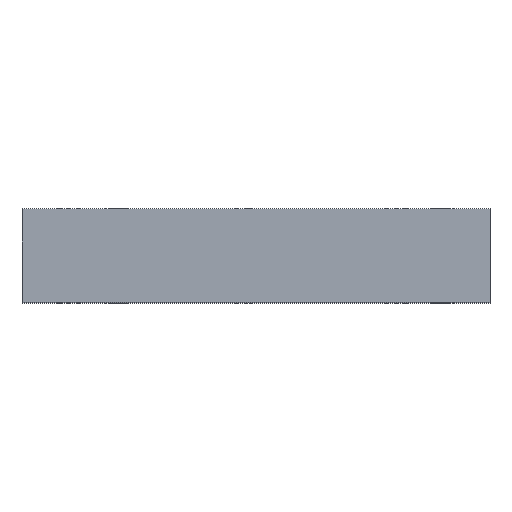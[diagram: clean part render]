
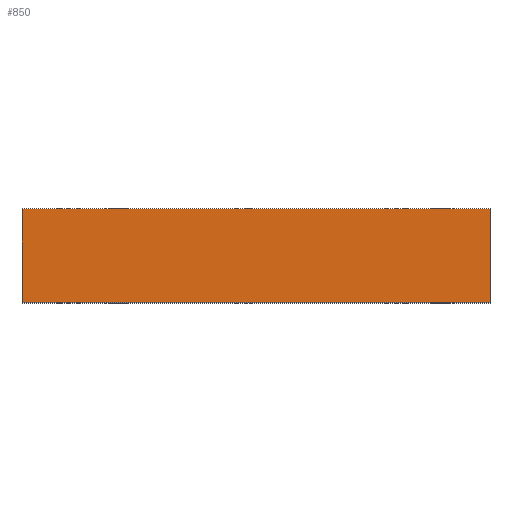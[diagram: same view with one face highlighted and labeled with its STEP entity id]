
A CAD part, top view. The second image highlights one B-rep face of the part: STEP entity #850.
In plain terms, the highlighted planar face has unit normal (0, 0, 1).
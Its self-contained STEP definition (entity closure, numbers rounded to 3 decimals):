
#5=DIRECTION('',(1.,0.,0.));
#6=VECTOR('',#5,100.);
#7=CARTESIAN_POINT('',(-50.,0.,50.));
#8=LINE('',#7,#6);
#195=DIRECTION('',(0.,1.,0.));
#196=VECTOR('',#195,20.);
#197=CARTESIAN_POINT('',(50.,0.,50.));
#198=LINE('',#197,#196);
#199=DIRECTION('',(0.,1.,0.));
#200=VECTOR('',#199,20.);
#201=CARTESIAN_POINT('',(-50.,0.,50.));
#202=LINE('',#201,#200);
#215=DIRECTION('',(1.,0.,0.));
#216=VECTOR('',#215,100.);
#217=CARTESIAN_POINT('',(-50.,20.,50.));
#218=LINE('',#217,#216);
#526=CARTESIAN_POINT('',(-50.,0.,50.));
#528=VERTEX_POINT('',#526);
#529=CARTESIAN_POINT('',(50.,0.,50.));
#530=VERTEX_POINT('',#529);
#534=CARTESIAN_POINT('',(-50.,20.,50.));
#536=VERTEX_POINT('',#534);
#537=CARTESIAN_POINT('',(50.,20.,50.));
#538=VERTEX_POINT('',#537);
#838=CARTESIAN_POINT('',(-50.,0.,50.));
#839=DIRECTION('',(0.,0.,1.));
#840=DIRECTION('',(1.,0.,0.));
#841=AXIS2_PLACEMENT_3D('',#838,#839,#840);
#842=PLANE('',#841);
#843=ORIENTED_EDGE('',*,*,#684,.F.);
#844=ORIENTED_EDGE('',*,*,#805,.T.);
#846=ORIENTED_EDGE('',*,*,#845,.T.);
#847=ORIENTED_EDGE('',*,*,#830,.F.);
#848=EDGE_LOOP('',(#843,#844,#846,#847));
#849=FACE_OUTER_BOUND('',#848,.F.);
#850=ADVANCED_FACE('',(#849),#842,.T.);
#684=EDGE_CURVE('',#528,#530,#8,.T.);
#805=EDGE_CURVE('',#528,#536,#202,.T.);
#830=EDGE_CURVE('',#530,#538,#198,.T.);
#845=EDGE_CURVE('',#536,#538,#218,.T.);
